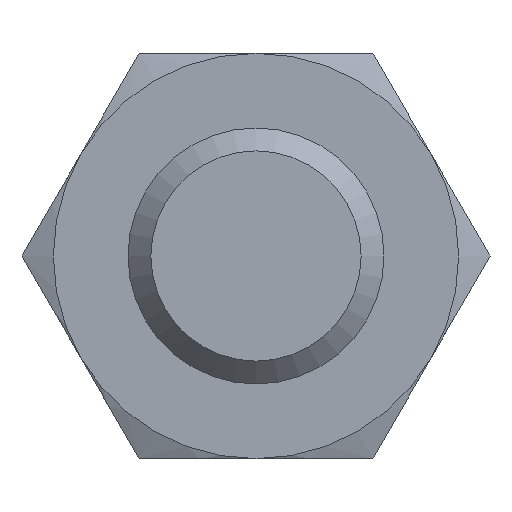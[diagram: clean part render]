
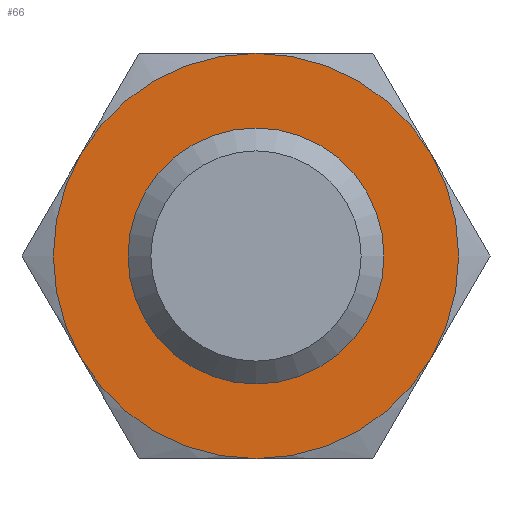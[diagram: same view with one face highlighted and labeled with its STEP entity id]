
A CAD part, front view. The second image highlights one B-rep face of the part: STEP entity #66.
In plain terms, the highlighted planar face has unit normal (0, -1, 0).
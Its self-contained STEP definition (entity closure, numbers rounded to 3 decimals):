
#66 = ADVANCED_FACE( '', ( #144, #145 ), #146, .F. );
#144 = FACE_BOUND( '', #236, .T. );
#145 = FACE_OUTER_BOUND( '', #237, .T. );
#146 = PLANE( '', #238 );
#236 = EDGE_LOOP( '', ( #356 ) );
#237 = EDGE_LOOP( '', ( #357, #358, #359, #360, #361, #362 ) );
#238 = AXIS2_PLACEMENT_3D( '', #363, #364, #365 );
#356 = ORIENTED_EDGE( '', *, *, #530, .F. );
#357 = ORIENTED_EDGE( '', *, *, #531, .T. );
#358 = ORIENTED_EDGE( '', *, *, #527, .T. );
#359 = ORIENTED_EDGE( '', *, *, #532, .T. );
#360 = ORIENTED_EDGE( '', *, *, #533, .T. );
#361 = ORIENTED_EDGE( '', *, *, #534, .T. );
#362 = ORIENTED_EDGE( '', *, *, #535, .T. );
#363 = CARTESIAN_POINT( '', ( 9.5, 0., 0. ) );
#364 = DIRECTION( '', ( 0., 1., 0. ) );
#365 = DIRECTION( '', ( 0., 0., 1. ) );
#527 = EDGE_CURVE( '', #590, #622, #623, .T. );
#530 = EDGE_CURVE( '', #626, #626, #627, .T. );
#531 = EDGE_CURVE( '', #628, #590, #629, .T. );
#532 = EDGE_CURVE( '', #622, #614, #630, .T. );
#533 = EDGE_CURVE( '', #614, #631, #632, .T. );
#534 = EDGE_CURVE( '', #631, #633, #634, .T. );
#535 = EDGE_CURVE( '', #633, #628, #635, .T. );
#590 = VERTEX_POINT( '', #715 );
#614 = VERTEX_POINT( '', #766 );
#622 = VERTEX_POINT( '', #790 );
#623 = CIRCLE( '', #791, 9.5 );
#626 = VERTEX_POINT( '', #799 );
#627 = CIRCLE( '', #800, 4.7 );
#628 = VERTEX_POINT( '', #801 );
#629 = CIRCLE( '', #802, 9.5 );
#630 = CIRCLE( '', #803, 9.5 );
#631 = VERTEX_POINT( '', #804 );
#632 = CIRCLE( '', #805, 9.5 );
#633 = VERTEX_POINT( '', #806 );
#634 = CIRCLE( '', #807, 9.5 );
#635 = CIRCLE( '', #808, 9.5 );
#715 = CARTESIAN_POINT( '', ( 8.227, 0., -4.75 ) );
#766 = CARTESIAN_POINT( '', ( 0., 0., 9.5 ) );
#790 = CARTESIAN_POINT( '', ( 8.227, 0., 4.75 ) );
#791 = AXIS2_PLACEMENT_3D( '', #928, #929, #930 );
#799 = CARTESIAN_POINT( '', ( 0., 0., -4.7 ) );
#800 = AXIS2_PLACEMENT_3D( '', #931, #932, #933 );
#801 = CARTESIAN_POINT( '', ( 0., 0., -9.5 ) );
#802 = AXIS2_PLACEMENT_3D( '', #934, #935, #936 );
#803 = AXIS2_PLACEMENT_3D( '', #937, #938, #939 );
#804 = CARTESIAN_POINT( '', ( -8.227, 0., 4.75 ) );
#805 = AXIS2_PLACEMENT_3D( '', #940, #941, #942 );
#806 = CARTESIAN_POINT( '', ( -8.227, 0., -4.75 ) );
#807 = AXIS2_PLACEMENT_3D( '', #943, #944, #945 );
#808 = AXIS2_PLACEMENT_3D( '', #946, #947, #948 );
#928 = CARTESIAN_POINT( '', ( 0., 0., 0. ) );
#929 = DIRECTION( '', ( 0., -1., 0. ) );
#930 = DIRECTION( '', ( 0., 0., -1. ) );
#931 = CARTESIAN_POINT( '', ( 0., 0., 0. ) );
#932 = DIRECTION( '', ( 0., -1., 0. ) );
#933 = DIRECTION( '', ( 0., 0., -1. ) );
#934 = CARTESIAN_POINT( '', ( 0., 0., 0. ) );
#935 = DIRECTION( '', ( 0., -1., 0. ) );
#936 = DIRECTION( '', ( 0., 0., -1. ) );
#937 = CARTESIAN_POINT( '', ( 0., 0., 0. ) );
#938 = DIRECTION( '', ( 0., -1., 0. ) );
#939 = DIRECTION( '', ( 0., 0., -1. ) );
#940 = CARTESIAN_POINT( '', ( 0., 0., 0. ) );
#941 = DIRECTION( '', ( 0., -1., 0. ) );
#942 = DIRECTION( '', ( 0., 0., -1. ) );
#943 = CARTESIAN_POINT( '', ( 0., 0., 0. ) );
#944 = DIRECTION( '', ( 0., -1., 0. ) );
#945 = DIRECTION( '', ( 0., 0., -1. ) );
#946 = CARTESIAN_POINT( '', ( 0., 0., 0. ) );
#947 = DIRECTION( '', ( 0., -1., 0. ) );
#948 = DIRECTION( '', ( 0., 0., -1. ) );
